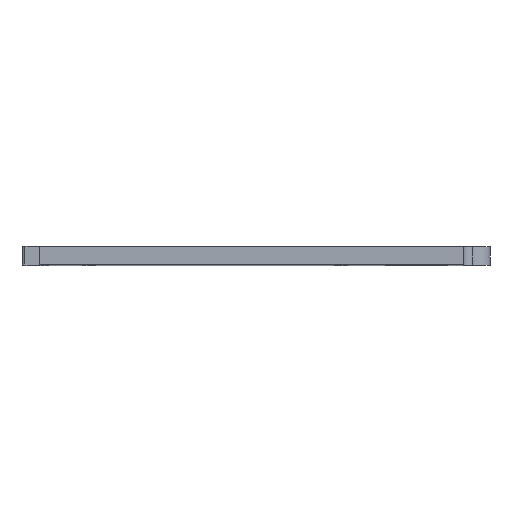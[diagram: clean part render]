
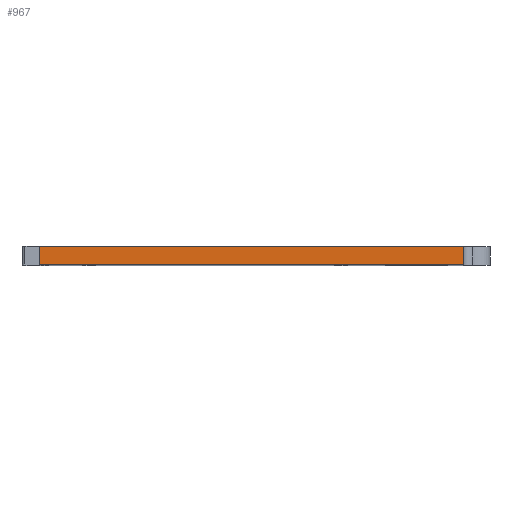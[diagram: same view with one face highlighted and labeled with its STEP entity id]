
A CAD part, top view. The second image highlights one B-rep face of the part: STEP entity #967.
In plain terms, the highlighted planar face has unit normal (0, 0, 1).
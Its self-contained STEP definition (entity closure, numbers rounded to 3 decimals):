
#181=VERTEX_POINT('',#1327);
#182=VERTEX_POINT('',#1329);
#223=VERTEX_POINT('',#1450);
#227=VERTEX_POINT('',#1468);
#253=VECTOR('',#1095,1.);
#303=VECTOR('',#1193,1.);
#311=VECTOR('',#1206,1.);
#312=VECTOR('',#1207,1.);
#341=LINE('',#1328,#253);
#391=LINE('',#1451,#303);
#399=LINE('',#1467,#311);
#400=LINE('',#1469,#312);
#445=EDGE_CURVE('',#181,#182,#341,.T.);
#508=EDGE_CURVE('',#181,#223,#391,.T.);
#516=EDGE_CURVE('',#223,#227,#399,.T.);
#517=EDGE_CURVE('',#227,#182,#400,.T.);
#695=ORIENTED_EDGE('',*,*,#508,.T.);
#696=ORIENTED_EDGE('',*,*,#516,.T.);
#697=ORIENTED_EDGE('',*,*,#517,.T.);
#698=ORIENTED_EDGE('',*,*,#445,.F.);
#853=EDGE_LOOP('',(#695,#696,#697,#698));
#913=FACE_BOUND('',#853,.T.);
#967=ADVANCED_FACE('',(#913),#1552,.T.);
#1035=AXIS2_PLACEMENT_3D('',#1466,#1205,$);
#1095=DIRECTION('',(1.,0.,0.));
#1193=DIRECTION('',(0.,-1.,0.));
#1205=DIRECTION('',(0.,0.,1.));
#1206=DIRECTION('',(1.,0.,0.));
#1207=DIRECTION('',(0.,1.,0.));
#1327=CARTESIAN_POINT('',(-36.25,3.175,32.25));
#1328=CARTESIAN_POINT('',(-36.25,3.175,32.25));
#1329=CARTESIAN_POINT('',(36.25,3.175,32.25));
#1450=CARTESIAN_POINT('',(-36.25,0.,32.25));
#1451=CARTESIAN_POINT('',(-36.25,3.175,32.25));
#1466=CARTESIAN_POINT('',(-37.75,0.,32.25));
#1467=CARTESIAN_POINT('',(-36.25,0.,32.25));
#1468=CARTESIAN_POINT('',(36.25,0.,32.25));
#1469=CARTESIAN_POINT('',(36.25,0.,32.25));
#1552=PLANE('',#1035);
